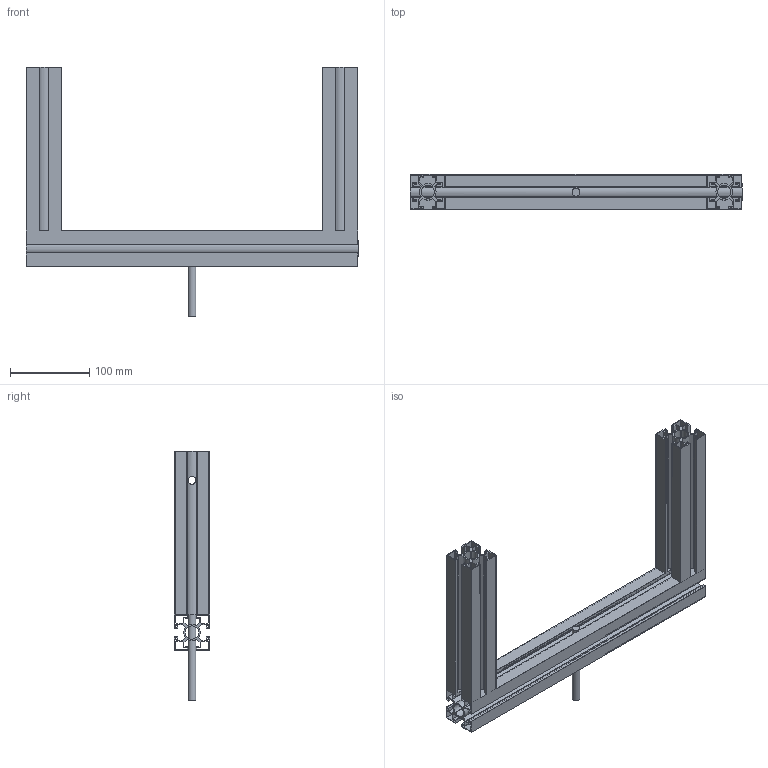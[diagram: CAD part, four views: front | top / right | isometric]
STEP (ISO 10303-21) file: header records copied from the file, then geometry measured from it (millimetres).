
FILE_DESCRIPTION( ( '' ), ' ' );
FILE_NAME( '5b02b74353e7af0fdf12e583.step', '2018-05-21T12:10:44', ( '' ), ( '' ), ' ', ' ', ' ' );
FILE_SCHEMA( ( 'AUTOMOTIVE_DESIGN { 1 0 10303 214 1 1 1 1 }' ) );
Length unit declared in the file: metre
Products named in the file (1): singleelementpan v5
Bounding box: 420 x 45 x 316 mm (x, y, z)
Volume: 394663.5 mm3; surface area: 532488.3 mm2
Topology: 1 solids, 1 shells, 278 faces, 821 edges, 545 vertices
Faces by surface type: plane 253, cylinder 25
Full cylindrical faces by diameter (mm): 10 x5
Entity records: 12047 total; most frequent: CARTESIAN_POINT 2369, ORIENTED_EDGE 1620, DIRECTION 1398, EDGE_CURVE 810, LINE 732, VECTOR 732, VERTEX_POINT 541, AXIS2_PLACEMENT_3D 333
